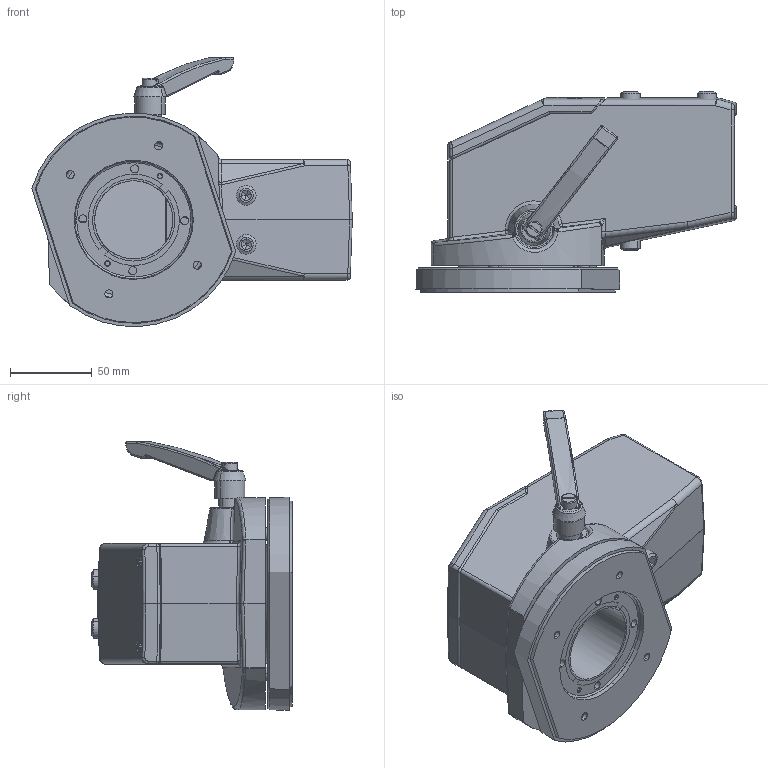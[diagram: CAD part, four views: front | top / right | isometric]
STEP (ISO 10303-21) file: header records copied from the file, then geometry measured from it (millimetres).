
FILE_DESCRIPTION (( 'STEP AP214' ), '1' );
FILE_NAME ('49517800.STEP', '2009-02-09T11:51:06', ( ' ' ), ( '' ), 'SwSTEP 2.0', 'SolidWorks 2008', '' );
FILE_SCHEMA (( 'AUTOMOTIVE_DESIGN' ));
Length unit declared in the file: millimetre
Products named in the file (26): 94654_Standard; 93065_Standard; 82132_Standard; 82133_Standard; 12404_Standard; 84085_Standard; 12404 _Standard; 92261_Standard; 93204_Standard; 12403_Standard; 49517800; 12405_Standard; 82114_Standard; 93248_Standard; 82130_Einbau; 12545_Standard; 93220_Standard; 93113_Standard; 94553_Standard; 93501_Standard; 83003_Standard; 94655_Standard; 84084_Standard; 94656_Standard
Assembly tree (34 placements, depth 3):
  49517800
    93065_Standard  x2
    82132_Standard
    92261_Standard
    93204_Standard  x2
    84084_Standard
    94553_Standard
    93220_Standard  x2
    93248_Standard  x4
    93501_Standard
    12545_Standard
    93113_Standard  x4
    84085_Standard
    82114_Standard
    94656_Standard
    94655_Standard
    82130_Einbau
    82133_Standard
    12404 _Standard
      12404_Standard
    94654_Standard
    12405_Standard
      12405_Standard
    83003_Standard
    12403_Standard
      12403_Standard
Bounding box: 196.55 x 123.14 x 164.95 mm (x, y, z)
Volume: 827438.5 mm3; surface area: 265829.4 mm2
Topology: 31 solids, 31 shells, 3385 faces, 8645 edges, 5499 vertices
Faces by surface type: plane 1450, bspline 1192, cylinder 489, cone 143, torus 64, sphere 47
Entity records: 156860 total; most frequent: CARTESIAN_POINT 86218, ORIENTED_EDGE 16346, DIRECTION 10281, EDGE_CURVE 8173, VERTEX_POINT 5263, VECTOR 4087, LINE 4087, EDGE_LOOP 3510
